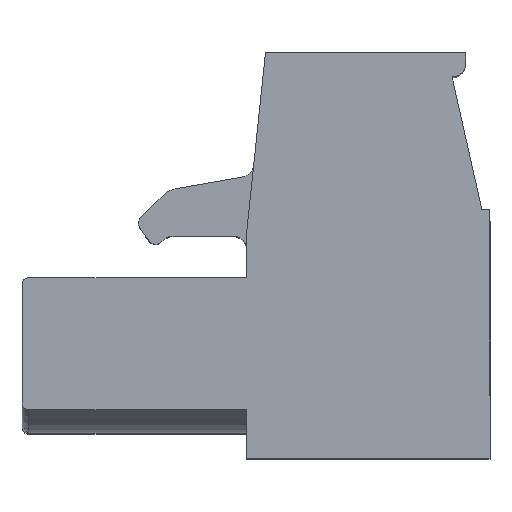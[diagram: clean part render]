
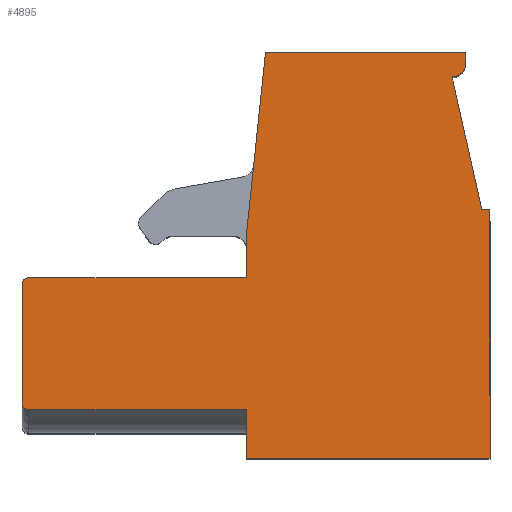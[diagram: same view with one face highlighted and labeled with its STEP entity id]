
A CAD part, top view. The second image highlights one B-rep face of the part: STEP entity #4895.
In plain terms, the highlighted planar face has unit normal (0, 0, 1).
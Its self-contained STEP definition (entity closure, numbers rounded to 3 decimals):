
#534=CARTESIAN_POINT('',(-3.7,8.3,2.5));
#535=VERTEX_POINT('',#534);
#542=CARTESIAN_POINT('',(-3.,15.,2.5));
#543=VERTEX_POINT('',#542);
#544=CARTESIAN_POINT('',(-3.7,8.3,2.5));
#545=DIRECTION('',(0.104,0.995,0.0));
#546=VECTOR('',#545,6.736);
#547=LINE('',#544,#546);
#548=EDGE_CURVE('',#535,#543,#547,.T.);
#4547=CARTESIAN_POINT('',(4.4,14.6,2.5));
#4548=VERTEX_POINT('',#4547);
#4549=CARTESIAN_POINT('',(3.9,14.1,2.5));
#4550=VERTEX_POINT('',#4549);
#4551=CARTESIAN_POINT('',(3.9,14.6,2.5));
#4552=DIRECTION('',(0.0,0.0,-1.0));
#4553=DIRECTION('',(0.707,-0.707,0.0));
#4554=AXIS2_PLACEMENT_3D('',#4551,#4552,#4553);
#4555=CIRCLE('',#4554,0.5);
#4556=EDGE_CURVE('',#4548,#4550,#4555,.T.);
#4581=CARTESIAN_POINT('',(4.4,15.0,2.5));
#4582=VERTEX_POINT('',#4581);
#4589=CARTESIAN_POINT('',(4.4,15.0,2.5));
#4590=DIRECTION('',(0.0,-1.0,0.0));
#4591=VECTOR('',#4590,0.4);
#4592=LINE('',#4589,#4591);
#4593=EDGE_CURVE('',#4582,#4548,#4592,.T.);
#4603=CARTESIAN_POINT('',(-11.75,1.8,2.5));
#4604=VERTEX_POINT('',#4603);
#4605=CARTESIAN_POINT('',(-12.,2.05,2.5));
#4606=VERTEX_POINT('',#4605);
#4607=CARTESIAN_POINT('',(-11.75,2.05,2.5));
#4608=DIRECTION('',(0.0,0.0,-1.0));
#4609=DIRECTION('',(-0.707,-0.707,0.0));
#4610=AXIS2_PLACEMENT_3D('',#4607,#4608,#4609);
#4611=CIRCLE('',#4610,0.25);
#4612=EDGE_CURVE('',#4604,#4606,#4611,.T.);
#4728=CARTESIAN_POINT('',(-12.,6.425,2.5));
#4729=VERTEX_POINT('',#4728);
#4730=CARTESIAN_POINT('',(-12.,6.425,2.5));
#4731=DIRECTION('',(0.0,-1.0,0.0));
#4732=VECTOR('',#4731,4.375);
#4733=LINE('',#4730,#4732);
#4734=EDGE_CURVE('',#4729,#4606,#4733,.T.);
#4808=CARTESIAN_POINT('',(0.798,7.341,2.5));
#4809=DIRECTION('',(0.0,0.0,1.0));
#4810=DIRECTION('',(1.0,0.0,0.0));
#4811=AXIS2_PLACEMENT_3D('',#4808,#4809,#4810);
#4812=PLANE('',#4811);
#4813=ORIENTED_EDGE('',*,*,#4556,.F.);
#4814=ORIENTED_EDGE('',*,*,#4593,.F.);
#4815=CARTESIAN_POINT('',(-3.,15.,2.5));
#4816=DIRECTION('',(1.0,0.0,0.0));
#4817=VECTOR('',#4816,7.4);
#4818=LINE('',#4815,#4817);
#4819=EDGE_CURVE('',#543,#4582,#4818,.T.);
#4820=ORIENTED_EDGE('',*,*,#4819,.F.);
#4821=ORIENTED_EDGE('',*,*,#548,.F.);
#4822=CARTESIAN_POINT('',(-3.7,6.675,2.5));
#4823=VERTEX_POINT('',#4822);
#4824=CARTESIAN_POINT('',(-3.7,6.675,2.5));
#4825=DIRECTION('',(0.0,1.0,0.0));
#4826=VECTOR('',#4825,1.625);
#4827=LINE('',#4824,#4826);
#4828=EDGE_CURVE('',#4823,#535,#4827,.T.);
#4829=ORIENTED_EDGE('',*,*,#4828,.F.);
#4830=CARTESIAN_POINT('',(-11.75,6.675,2.5));
#4831=VERTEX_POINT('',#4830);
#4832=CARTESIAN_POINT('',(-3.7,6.675,2.5));
#4833=DIRECTION('',(-1.0,0.0,0.0));
#4834=VECTOR('',#4833,8.05);
#4835=LINE('',#4832,#4834);
#4836=EDGE_CURVE('',#4823,#4831,#4835,.T.);
#4837=ORIENTED_EDGE('',*,*,#4836,.T.);
#4838=CARTESIAN_POINT('',(-11.75,6.425,2.5));
#4839=DIRECTION('',(0.0,0.0,-1.));
#4840=DIRECTION('',(-0.707,0.707,0.0));
#4841=AXIS2_PLACEMENT_3D('',#4838,#4839,#4840);
#4842=CIRCLE('',#4841,0.25);
#4843=EDGE_CURVE('',#4729,#4831,#4842,.T.);
#4844=ORIENTED_EDGE('',*,*,#4843,.F.);
#4845=ORIENTED_EDGE('',*,*,#4734,.T.);
#4846=ORIENTED_EDGE('',*,*,#4612,.F.);
#4847=CARTESIAN_POINT('',(-3.7,1.8,2.5));
#4848=VERTEX_POINT('',#4847);
#4849=CARTESIAN_POINT('',(-3.7,1.8,2.5));
#4850=DIRECTION('',(-1.0,0.0,0.0));
#4851=VECTOR('',#4850,8.05);
#4852=LINE('',#4849,#4851);
#4853=EDGE_CURVE('',#4848,#4604,#4852,.T.);
#4854=ORIENTED_EDGE('',*,*,#4853,.F.);
#4855=CARTESIAN_POINT('',(-3.7,0.0,2.5));
#4856=VERTEX_POINT('',#4855);
#4857=CARTESIAN_POINT('',(-3.7,0.0,2.5));
#4858=DIRECTION('',(0.0,1.0,0.0));
#4859=VECTOR('',#4858,1.8);
#4860=LINE('',#4857,#4859);
#4861=EDGE_CURVE('',#4856,#4848,#4860,.T.);
#4862=ORIENTED_EDGE('',*,*,#4861,.F.);
#4863=CARTESIAN_POINT('',(5.3,0.,2.5));
#4864=VERTEX_POINT('',#4863);
#4865=CARTESIAN_POINT('',(5.3,0.,2.5));
#4866=DIRECTION('',(-1.0,0.0,0.0));
#4867=VECTOR('',#4866,9.);
#4868=LINE('',#4865,#4867);
#4869=EDGE_CURVE('',#4864,#4856,#4868,.T.);
#4870=ORIENTED_EDGE('',*,*,#4869,.F.);
#4871=CARTESIAN_POINT('',(5.3,9.2,2.5));
#4872=VERTEX_POINT('',#4871);
#4873=CARTESIAN_POINT('',(5.3,9.2,2.5));
#4874=DIRECTION('',(0.0,-1.0,0.0));
#4875=VECTOR('',#4874,9.2);
#4876=LINE('',#4873,#4875);
#4877=EDGE_CURVE('',#4872,#4864,#4876,.T.);
#4878=ORIENTED_EDGE('',*,*,#4877,.F.);
#4879=CARTESIAN_POINT('',(5.,9.2,2.5));
#4880=VERTEX_POINT('',#4879);
#4881=CARTESIAN_POINT('',(5.,9.2,2.5));
#4882=DIRECTION('',(1.0,0.0,0.0));
#4883=VECTOR('',#4882,0.3);
#4884=LINE('',#4881,#4883);
#4885=EDGE_CURVE('',#4880,#4872,#4884,.T.);
#4886=ORIENTED_EDGE('',*,*,#4885,.F.);
#4887=CARTESIAN_POINT('',(3.9,14.1,2.5));
#4888=DIRECTION('',(0.219,-0.976,0.0));
#4889=VECTOR('',#4888,5.022);
#4890=LINE('',#4887,#4889);
#4891=EDGE_CURVE('',#4550,#4880,#4890,.T.);
#4892=ORIENTED_EDGE('',*,*,#4891,.F.);
#4893=EDGE_LOOP('',(#4813,#4814,#4820,#4821,#4829,#4837,#4844,#4845,#4846,#4854,#4862,#4870,#4878,#4886,#4892));
#4894=FACE_OUTER_BOUND('',#4893,.T.);
#4895=ADVANCED_FACE('',(#4894),#4812,.T.);
